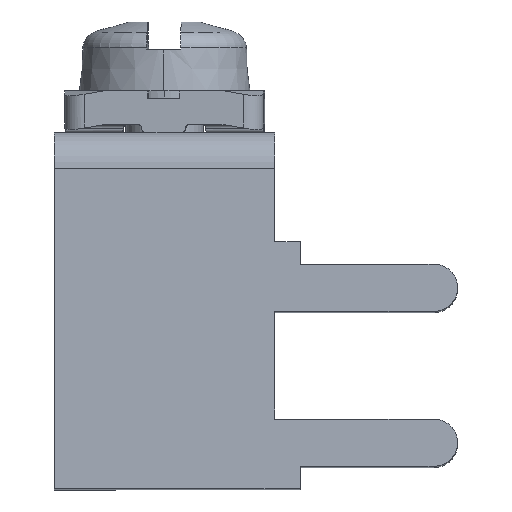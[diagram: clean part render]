
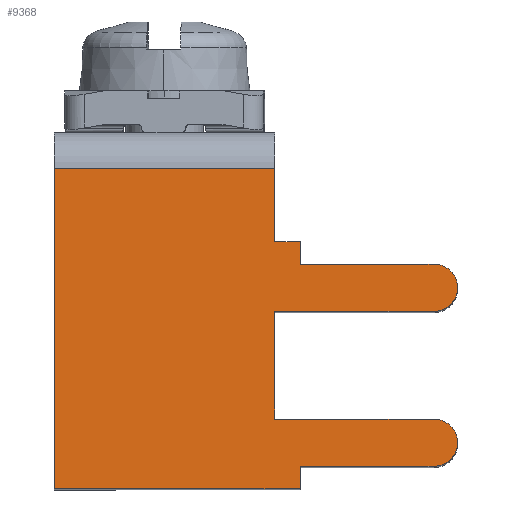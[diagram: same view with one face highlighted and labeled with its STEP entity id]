
A CAD part, left-side view. The second image highlights one B-rep face of the part: STEP entity #9368.
In plain terms, the highlighted planar face has unit normal (-0.999, 0, 0.052).
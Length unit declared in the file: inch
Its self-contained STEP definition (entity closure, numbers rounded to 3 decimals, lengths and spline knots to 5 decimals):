
#18 = CARTESIAN_POINT ( 'NONE',  ( -0.0822, 0.22483, 0.15936 ) ) ;
#62 = EDGE_CURVE ( 'NONE', #480, #4291, #2085, .T. ) ;
#90 = VECTOR ( 'NONE', #6144, 39.37008 ) ;
#120 = EDGE_CURVE ( 'NONE', #3815, #3018, #3665, .T. ) ;
#184 = EDGE_CURVE ( 'NONE', #3018, #4691, #4774, .T. ) ;
#283 = CARTESIAN_POINT ( 'NONE',  ( -0.10201, -0.08717, -0.2187 ) ) ;
#398 = DIRECTION ( 'NONE',  ( 0., -1., 0. ) ) ;
#480 = VERTEX_POINT ( 'NONE', #517 ) ;
#517 = CARTESIAN_POINT ( 'NONE',  ( -0.10201, -0.25717, -0.2187 ) ) ;
#607 = VECTOR ( 'NONE', #8488, 39.37008 ) ;
#669 = EDGE_CURVE ( 'NONE', #2293, #898, #7015, .T. ) ;
#898 = VERTEX_POINT ( 'NONE', #6690 ) ;
#985 = DIRECTION ( 'NONE',  ( 0.999, 0., -0.052 ) ) ;
#1012 = CARTESIAN_POINT ( 'NONE',  ( -0.08856, -0.08717, 0.03795 ) ) ;
#1017 = CARTESIAN_POINT ( 'NONE',  ( -0.08856, -0.25717, 0.03795 ) ) ;
#1162 = CARTESIAN_POINT ( 'NONE',  ( -0.1035, 0.22483, -0.24715 ) ) ;
#1213 = CARTESIAN_POINT ( 'NONE',  ( -0.0822, -0.05517, 0.15936 ) ) ;
#1291 = EDGE_CURVE ( 'NONE', #9020, #6555, #4540, .T. ) ;
#1342 = LINE ( 'NONE', #1213, #3176 ) ;
#1477 = CARTESIAN_POINT ( 'NONE',  ( -0.09887, -0.05517, -0.15878 ) ) ;
#1511 = EDGE_CURVE ( 'NONE', #3498, #6983, #8416, .T. ) ;
#1522 = CARTESIAN_POINT ( 'NONE',  ( -0.1035, 0.22483, -0.24715 ) ) ;
#1568 = DIRECTION ( 'NONE',  ( 0.999, 0., -0.052 ) ) ;
#1626 = CARTESIAN_POINT ( 'NONE',  ( -0.10201, -0.08717, -0.2187 ) ) ;
#1649 = AXIS2_PLACEMENT_3D ( 'NONE', #5667, #985, #6435 ) ;
#1693 = DIRECTION ( 'NONE',  ( 0., 1., 0. ) ) ;
#1760 = DIRECTION ( 'NONE',  ( 0., 1., 0. ) ) ;
#1814 = ORIENTED_EDGE ( 'NONE', *, *, #120, .T. ) ;
#1832 = VECTOR ( 'NONE', #1973, 39.37008 ) ;
#1968 = LINE ( 'NONE', #18, #10022 ) ;
#1971 = ORIENTED_EDGE ( 'NONE', *, *, #2960, .F. ) ;
#1973 = DIRECTION ( 'NONE',  ( -0.052, 0., -0.999 ) ) ;
#2016 = DIRECTION ( 'NONE',  ( 0., -1., 0. ) ) ;
#2085 = LINE ( 'NONE', #1626, #3933 ) ;
#2115 = CARTESIAN_POINT ( 'NONE',  ( -0.1035, -0.08717, -0.24715 ) ) ;
#2173 = CIRCLE ( 'NONE', #1649, 0.03 ) ;
#2182 = DIRECTION ( 'NONE',  ( -0.052, 0., -0.999 ) ) ;
#2213 = CARTESIAN_POINT ( 'NONE',  ( -0.0822, 0.22483, 0.15936 ) ) ;
#2285 = EDGE_CURVE ( 'NONE', #7700, #7143, #4467, .T. ) ;
#2293 = VERTEX_POINT ( 'NONE', #4223 ) ;
#2378 = LINE ( 'NONE', #4810, #6290 ) ;
#2611 = CARTESIAN_POINT ( 'NONE',  ( -0.0917, -0.25717, -0.02197 ) ) ;
#2851 = DIRECTION ( 'NONE',  ( -0.999, 0., 0.052 ) ) ;
#2960 = EDGE_CURVE ( 'NONE', #6983, #4915, #2378, .T. ) ;
#2966 = CARTESIAN_POINT ( 'NONE',  ( -0.09887, -0.25717, -0.15878 ) ) ;
#3018 = VERTEX_POINT ( 'NONE', #1522 ) ;
#3020 = CARTESIAN_POINT ( 'NONE',  ( -0.08707, -0.08717, 0.0664 ) ) ;
#3176 = VECTOR ( 'NONE', #8245, 39.37008 ) ;
#3220 = AXIS2_PLACEMENT_3D ( 'NONE', #6262, #1568, #7041 ) ;
#3498 = VERTEX_POINT ( 'NONE', #3020 ) ;
#3665 = LINE ( 'NONE', #2213, #1832 ) ;
#3683 = DIRECTION ( 'NONE',  ( -0.052, 0., -0.999 ) ) ;
#3687 = CARTESIAN_POINT ( 'NONE',  ( -0.08707, -0.05517, 0.0664 ) ) ;
#3815 = VERTEX_POINT ( 'NONE', #4087 ) ;
#3853 = CARTESIAN_POINT ( 'NONE',  ( -0.1035, -0.08717, -0.24715 ) ) ;
#3904 = VECTOR ( 'NONE', #398, 39.37008 ) ;
#3921 = FACE_OUTER_BOUND ( 'NONE', #7942, .T. ) ;
#3933 = VECTOR ( 'NONE', #1693, 39.37008 ) ;
#3944 = CARTESIAN_POINT ( 'NONE',  ( -0.08707, -0.08717, 0.0664 ) ) ;
#4087 = CARTESIAN_POINT ( 'NONE',  ( -0.0822, 0.22483, 0.15936 ) ) ;
#4223 = CARTESIAN_POINT ( 'NONE',  ( -0.0917, -0.25717, -0.02197 ) ) ;
#4291 = VERTEX_POINT ( 'NONE', #283 ) ;
#4337 = ORIENTED_EDGE ( 'NONE', *, *, #2285, .F. ) ;
#4467 = LINE ( 'NONE', #2966, #8602 ) ;
#4529 = EDGE_CURVE ( 'NONE', #4291, #4691, #7762, .T. ) ;
#4540 = LINE ( 'NONE', #10050, #8428 ) ;
#4627 = ORIENTED_EDGE ( 'NONE', *, *, #5265, .F. ) ;
#4691 = VERTEX_POINT ( 'NONE', #3853 ) ;
#4774 = LINE ( 'NONE', #1162, #607 ) ;
#4810 = CARTESIAN_POINT ( 'NONE',  ( -0.08856, -0.08717, 0.03795 ) ) ;
#4866 = EDGE_CURVE ( 'NONE', #4915, #2293, #2173, .T. ) ;
#4870 = DIRECTION ( 'NONE',  ( 0., -1., 0. ) ) ;
#4915 = VERTEX_POINT ( 'NONE', #1017 ) ;
#4949 = VECTOR ( 'NONE', #1760, 39.37008 ) ;
#5035 = ORIENTED_EDGE ( 'NONE', *, *, #669, .F. ) ;
#5265 = EDGE_CURVE ( 'NONE', #6555, #3498, #7772, .T. ) ;
#5471 = VECTOR ( 'NONE', #3683, 39.37008 ) ;
#5592 = ORIENTED_EDGE ( 'NONE', *, *, #1291, .F. ) ;
#5631 = ORIENTED_EDGE ( 'NONE', *, *, #6478, .F. ) ;
#5667 = CARTESIAN_POINT ( 'NONE',  ( -0.09013, -0.25717, 0.00799 ) ) ;
#6144 = DIRECTION ( 'NONE',  ( -0.052, 0., -0.999 ) ) ;
#6262 = CARTESIAN_POINT ( 'NONE',  ( -0.10044, -0.25717, -0.18874 ) ) ;
#6290 = VECTOR ( 'NONE', #4870, 39.37008 ) ;
#6435 = DIRECTION ( 'NONE',  ( 0.052, 0., 0.999 ) ) ;
#6478 = EDGE_CURVE ( 'NONE', #898, #7700, #1342, .T. ) ;
#6555 = VERTEX_POINT ( 'NONE', #3687 ) ;
#6690 = CARTESIAN_POINT ( 'NONE',  ( -0.0917, -0.05517, -0.02197 ) ) ;
#6708 = PLANE ( 'NONE',  #7735 ) ;
#6930 = CARTESIAN_POINT ( 'NONE',  ( -0.09887, -0.25717, -0.15878 ) ) ;
#6983 = VERTEX_POINT ( 'NONE', #1012 ) ;
#7015 = LINE ( 'NONE', #2611, #4949 ) ;
#7021 = ORIENTED_EDGE ( 'NONE', *, *, #8240, .F. ) ;
#7041 = DIRECTION ( 'NONE',  ( -0.052, 0., -0.999 ) ) ;
#7143 = VERTEX_POINT ( 'NONE', #6930 ) ;
#7507 = CARTESIAN_POINT ( 'NONE',  ( -0.0822, 0.22483, 0.15936 ) ) ;
#7655 = ORIENTED_EDGE ( 'NONE', *, *, #4866, .F. ) ;
#7700 = VERTEX_POINT ( 'NONE', #1477 ) ;
#7735 = AXIS2_PLACEMENT_3D ( 'NONE', #7507, #2851, #8303 ) ;
#7762 = LINE ( 'NONE', #2115, #5471 ) ;
#7772 = LINE ( 'NONE', #8114, #3904 ) ;
#7942 = EDGE_LOOP ( 'NONE', ( #5592, #7021, #1814, #8292, #9384, #9456, #9717, #4337, #5631, #5035, #7655, #1971, #10150, #4627 ) ) ;
#8114 = CARTESIAN_POINT ( 'NONE',  ( -0.08707, -0.05517, 0.0664 ) ) ;
#8165 = EDGE_CURVE ( 'NONE', #7143, #480, #8182, .T. ) ;
#8182 = CIRCLE ( 'NONE', #3220, 0.03 ) ;
#8240 = EDGE_CURVE ( 'NONE', #3815, #9020, #1968, .T. ) ;
#8245 = DIRECTION ( 'NONE',  ( -0.052, 0., -0.999 ) ) ;
#8292 = ORIENTED_EDGE ( 'NONE', *, *, #184, .T. ) ;
#8303 = DIRECTION ( 'NONE',  ( 0.052, 0., 0.999 ) ) ;
#8416 = LINE ( 'NONE', #3944, #90 ) ;
#8428 = VECTOR ( 'NONE', #2182, 39.37008 ) ;
#8488 = DIRECTION ( 'NONE',  ( 0., -1., 0. ) ) ;
#8602 = VECTOR ( 'NONE', #2016, 39.37008 ) ;
#8649 = CARTESIAN_POINT ( 'NONE',  ( -0.0822, -0.05517, 0.15936 ) ) ;
#9020 = VERTEX_POINT ( 'NONE', #8649 ) ;
#9368 = ADVANCED_FACE ( 'NONE', ( #3921 ), #6708, .T. ) ;
#9384 = ORIENTED_EDGE ( 'NONE', *, *, #4529, .F. ) ;
#9419 = DIRECTION ( 'NONE',  ( 0., -1., 0. ) ) ;
#9456 = ORIENTED_EDGE ( 'NONE', *, *, #62, .F. ) ;
#9717 = ORIENTED_EDGE ( 'NONE', *, *, #8165, .F. ) ;
#10022 = VECTOR ( 'NONE', #9419, 39.37008 ) ;
#10050 = CARTESIAN_POINT ( 'NONE',  ( -0.0822, -0.05517, 0.15936 ) ) ;
#10150 = ORIENTED_EDGE ( 'NONE', *, *, #1511, .F. ) ;
